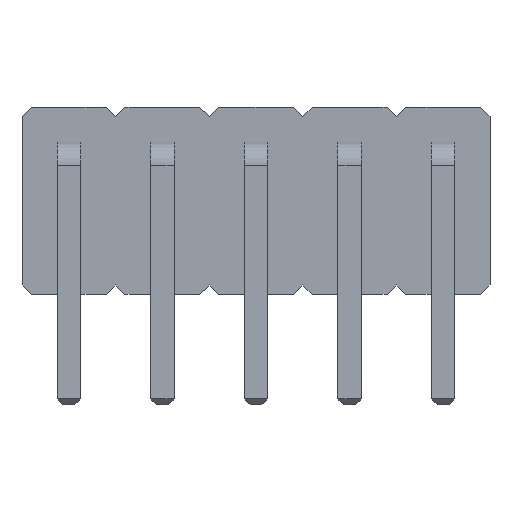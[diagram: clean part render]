
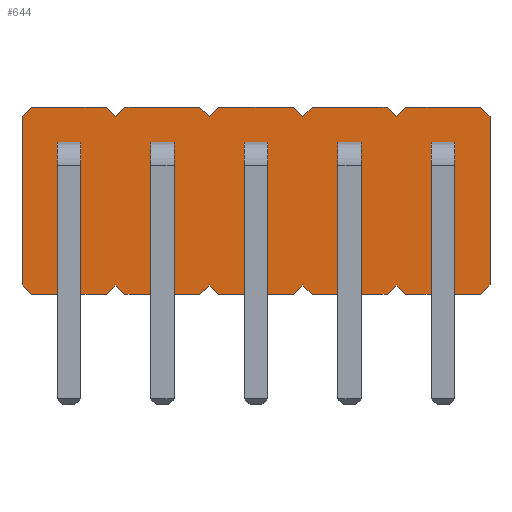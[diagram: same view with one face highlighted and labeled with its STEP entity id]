
A CAD part, left-side view. The second image highlights one B-rep face of the part: STEP entity #644.
In plain terms, the highlighted planar face has unit normal (-1, 0, 0).
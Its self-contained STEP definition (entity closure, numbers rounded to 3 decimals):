
#13=DIRECTION('',(0.,0.,1.));
#22=VERTEX_POINT('',#23);
#23=CARTESIAN_POINT('',(4.04,1.27,0.254));
#34=VECTOR('',#35,1.);
#35=DIRECTION('',(0.,-0.707,-0.707));
#38=VERTEX_POINT('',#39);
#39=CARTESIAN_POINT('',(4.04,1.016,0.));
#42=EDGE_CURVE('',#22,#38,#43,.T.);
#43=LINE('',#23,#34);
#46=DIRECTION('',(0.,0.707,-0.707));
#56=VECTOR('',#57,1.);
#57=DIRECTION('',(0.,-1.,0.));
#60=VERTEX_POINT('',#61);
#61=CARTESIAN_POINT('',(4.04,-1.016,0.));
#64=EDGE_CURVE('',#38,#60,#65,.T.);
#65=LINE('',#39,#56);
#78=VECTOR('',#79,1.);
#79=DIRECTION('',(0.,-0.707,0.707));
#82=VERTEX_POINT('',#83);
#83=CARTESIAN_POINT('',(4.04,-1.27,0.254));
#86=EDGE_CURVE('',#60,#82,#87,.T.);
#87=LINE('',#61,#78);
#102=VERTEX_POINT('',#103);
#103=CARTESIAN_POINT('',(4.04,-1.524,0.));
#106=EDGE_CURVE('',#82,#102,#107,.T.);
#107=LINE('',#83,#34);
#121=VERTEX_POINT('',#122);
#122=CARTESIAN_POINT('',(4.04,-3.556,0.));
#125=EDGE_CURVE('',#102,#121,#126,.T.);
#126=LINE('',#103,#56);
#140=VERTEX_POINT('',#141);
#141=CARTESIAN_POINT('',(4.04,-3.81,0.254));
#144=EDGE_CURVE('',#121,#140,#145,.T.);
#145=LINE('',#122,#78);
#159=VERTEX_POINT('',#160);
#160=CARTESIAN_POINT('',(4.04,-4.064,0.));
#163=EDGE_CURVE('',#140,#159,#164,.T.);
#164=LINE('',#141,#34);
#178=VERTEX_POINT('',#179);
#179=CARTESIAN_POINT('',(4.04,-6.096,0.));
#182=EDGE_CURVE('',#159,#178,#183,.T.);
#183=LINE('',#160,#56);
#197=VERTEX_POINT('',#198);
#198=CARTESIAN_POINT('',(4.04,-6.35,0.254));
#201=EDGE_CURVE('',#178,#197,#202,.T.);
#202=LINE('',#179,#78);
#216=VERTEX_POINT('',#217);
#217=CARTESIAN_POINT('',(4.04,-6.604,0.));
#220=EDGE_CURVE('',#197,#216,#221,.T.);
#221=LINE('',#198,#34);
#235=VERTEX_POINT('',#236);
#236=CARTESIAN_POINT('',(4.04,-8.636,0.));
#239=EDGE_CURVE('',#216,#235,#240,.T.);
#240=LINE('',#217,#56);
#254=VERTEX_POINT('',#255);
#255=CARTESIAN_POINT('',(4.04,-8.89,0.254));
#258=EDGE_CURVE('',#235,#254,#259,.T.);
#259=LINE('',#236,#78);
#273=VERTEX_POINT('',#274);
#274=CARTESIAN_POINT('',(4.04,-9.144,0.));
#277=EDGE_CURVE('',#254,#273,#278,.T.);
#278=LINE('',#255,#34);
#292=VERTEX_POINT('',#293);
#293=CARTESIAN_POINT('',(4.04,-11.176,0.));
#296=EDGE_CURVE('',#273,#292,#297,.T.);
#297=LINE('',#274,#56);
#311=VERTEX_POINT('',#312);
#312=CARTESIAN_POINT('',(4.04,-11.43,0.254));
#315=EDGE_CURVE('',#292,#311,#316,.T.);
#316=LINE('',#293,#78);
#328=VECTOR('',#13,1.);
#331=VERTEX_POINT('',#332);
#332=CARTESIAN_POINT('',(4.04,-11.43,4.826));
#335=EDGE_CURVE('',#311,#331,#336,.T.);
#336=LINE('',#312,#328);
#348=VECTOR('',#349,1.);
#349=DIRECTION('',(0.,0.707,0.707));
#352=VERTEX_POINT('',#353);
#353=CARTESIAN_POINT('',(4.04,-11.176,5.08));
#356=EDGE_CURVE('',#331,#352,#357,.T.);
#357=LINE('',#332,#348);
#369=VECTOR('',#370,1.);
#370=DIRECTION('',(0.,1.,0.));
#373=VERTEX_POINT('',#374);
#374=CARTESIAN_POINT('',(4.04,-9.144,5.08));
#377=EDGE_CURVE('',#352,#373,#378,.T.);
#378=LINE('',#353,#369);
#390=VECTOR('',#46,1.);
#393=VERTEX_POINT('',#394);
#394=CARTESIAN_POINT('',(4.04,-8.89,4.826));
#397=EDGE_CURVE('',#373,#393,#398,.T.);
#398=LINE('',#374,#390);
#412=VERTEX_POINT('',#413);
#413=CARTESIAN_POINT('',(4.04,-8.636,5.08));
#416=EDGE_CURVE('',#393,#412,#417,.T.);
#417=LINE('',#394,#348);
#431=VERTEX_POINT('',#432);
#432=CARTESIAN_POINT('',(4.04,-6.604,5.08));
#435=EDGE_CURVE('',#412,#431,#436,.T.);
#436=LINE('',#413,#369);
#450=VERTEX_POINT('',#451);
#451=CARTESIAN_POINT('',(4.04,-6.35,4.826));
#454=EDGE_CURVE('',#431,#450,#455,.T.);
#455=LINE('',#432,#390);
#469=VERTEX_POINT('',#470);
#470=CARTESIAN_POINT('',(4.04,-6.096,5.08));
#473=EDGE_CURVE('',#450,#469,#474,.T.);
#474=LINE('',#451,#348);
#488=VERTEX_POINT('',#489);
#489=CARTESIAN_POINT('',(4.04,-4.064,5.08));
#492=EDGE_CURVE('',#469,#488,#493,.T.);
#493=LINE('',#470,#369);
#507=VERTEX_POINT('',#508);
#508=CARTESIAN_POINT('',(4.04,-3.81,4.826));
#511=EDGE_CURVE('',#488,#507,#512,.T.);
#512=LINE('',#489,#390);
#526=VERTEX_POINT('',#527);
#527=CARTESIAN_POINT('',(4.04,-3.556,5.08));
#530=EDGE_CURVE('',#507,#526,#531,.T.);
#531=LINE('',#508,#348);
#545=VERTEX_POINT('',#546);
#546=CARTESIAN_POINT('',(4.04,-1.524,5.08));
#549=EDGE_CURVE('',#526,#545,#550,.T.);
#550=LINE('',#527,#369);
#564=VERTEX_POINT('',#565);
#565=CARTESIAN_POINT('',(4.04,-1.27,4.826));
#568=EDGE_CURVE('',#545,#564,#569,.T.);
#569=LINE('',#546,#390);
#583=VERTEX_POINT('',#584);
#584=CARTESIAN_POINT('',(4.04,-1.016,5.08));
#587=EDGE_CURVE('',#564,#583,#588,.T.);
#588=LINE('',#565,#348);
#602=VERTEX_POINT('',#603);
#603=CARTESIAN_POINT('',(4.04,1.016,5.08));
#606=EDGE_CURVE('',#583,#602,#607,.T.);
#607=LINE('',#584,#369);
#621=VERTEX_POINT('',#622);
#622=CARTESIAN_POINT('',(4.04,1.27,4.826));
#625=EDGE_CURVE('',#602,#621,#626,.T.);
#626=LINE('',#603,#390);
#636=VECTOR('',#637,1.);
#637=DIRECTION('',(0.,0.,-1.));
#640=EDGE_CURVE('',#621,#22,#641,.T.);
#641=LINE('',#622,#636);
#644=ADVANCED_FACE('',(#645),#679,.T.);
#645=FACE_BOUND('',#646,.T.);
#646=EDGE_LOOP('',(#647,#648,#649,#650,#651,#652,#653,#654,#655,#656,#657,#658,#659,#660,#661,#662,#663,#664,#665,#666,#667,#668,#669,#670,#671,#672,#673,#674,#675,#676,#677,#678));
#647=ORIENTED_EDGE('',*,*,#42,.T.);
#648=ORIENTED_EDGE('',*,*,#64,.T.);
#649=ORIENTED_EDGE('',*,*,#86,.T.);
#650=ORIENTED_EDGE('',*,*,#106,.T.);
#651=ORIENTED_EDGE('',*,*,#125,.T.);
#652=ORIENTED_EDGE('',*,*,#144,.T.);
#653=ORIENTED_EDGE('',*,*,#163,.T.);
#654=ORIENTED_EDGE('',*,*,#182,.T.);
#655=ORIENTED_EDGE('',*,*,#201,.T.);
#656=ORIENTED_EDGE('',*,*,#220,.T.);
#657=ORIENTED_EDGE('',*,*,#239,.T.);
#658=ORIENTED_EDGE('',*,*,#258,.T.);
#659=ORIENTED_EDGE('',*,*,#277,.T.);
#660=ORIENTED_EDGE('',*,*,#296,.T.);
#661=ORIENTED_EDGE('',*,*,#315,.T.);
#662=ORIENTED_EDGE('',*,*,#335,.T.);
#663=ORIENTED_EDGE('',*,*,#356,.T.);
#664=ORIENTED_EDGE('',*,*,#377,.T.);
#665=ORIENTED_EDGE('',*,*,#397,.T.);
#666=ORIENTED_EDGE('',*,*,#416,.T.);
#667=ORIENTED_EDGE('',*,*,#435,.T.);
#668=ORIENTED_EDGE('',*,*,#454,.T.);
#669=ORIENTED_EDGE('',*,*,#473,.T.);
#670=ORIENTED_EDGE('',*,*,#492,.T.);
#671=ORIENTED_EDGE('',*,*,#511,.T.);
#672=ORIENTED_EDGE('',*,*,#530,.T.);
#673=ORIENTED_EDGE('',*,*,#549,.T.);
#674=ORIENTED_EDGE('',*,*,#568,.T.);
#675=ORIENTED_EDGE('',*,*,#587,.T.);
#676=ORIENTED_EDGE('',*,*,#606,.T.);
#677=ORIENTED_EDGE('',*,*,#625,.T.);
#678=ORIENTED_EDGE('',*,*,#640,.T.);
#679=PLANE('',#680);
#680=AXIS2_PLACEMENT_3D('',#681,#682,#683);
#681=CARTESIAN_POINT('',(4.04,-5.08,2.54));
#682=DIRECTION('',(-1.,0.,0.));
#683=DIRECTION('',(0.,0.,-1.));
